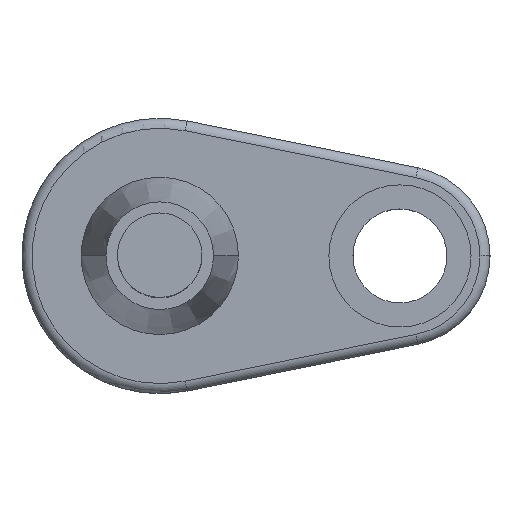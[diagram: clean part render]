
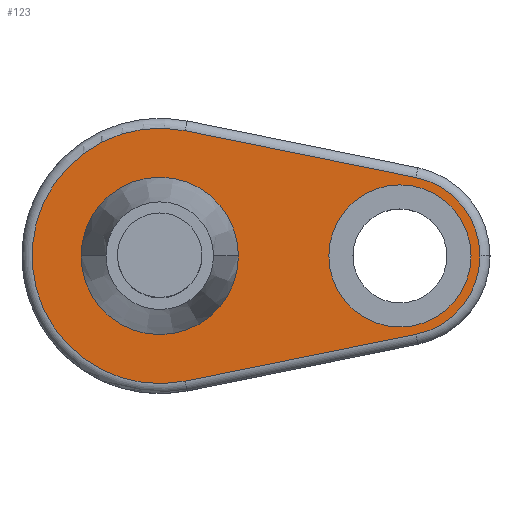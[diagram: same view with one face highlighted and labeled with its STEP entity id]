
A CAD part, top view. The second image highlights one B-rep face of the part: STEP entity #123.
In plain terms, the highlighted planar face has unit normal (0, 0, 1).
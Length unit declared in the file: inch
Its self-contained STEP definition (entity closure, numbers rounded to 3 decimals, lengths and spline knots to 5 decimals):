
#104 = EDGE_CURVE ( 'NONE', #3073, #3516, #3905, .T. ) ;
#111 = AXIS2_PLACEMENT_3D ( 'NONE', #2528, #2228, #1953 ) ;
#123 = ADVANCED_FACE ( 'NONE', ( #2402, #3045, #3294 ), #3336, .T. ) ;
#210 = CARTESIAN_POINT ( 'NONE',  ( 0.07909, 0.39083, 0.25 ) ) ;
#410 = EDGE_CURVE ( 'NONE', #3167, #2512, #823, .T. ) ;
#785 = CARTESIAN_POINT ( 'NONE',  ( 0., 0., 0.25 ) ) ;
#807 = CARTESIAN_POINT ( 'NONE',  ( 0.07909, 0.39083, 0.25 ) ) ;
#814 = CIRCLE ( 'NONE', #1950, 0.24573 ) ;
#823 = LINE ( 'NONE', #210, #1092 ) ;
#833 = DIRECTION ( 'NONE',  ( 0., 0., 1. ) ) ;
#922 = EDGE_LOOP ( 'NONE', ( #3887, #1288, #3591, #941, #1031 ) ) ;
#923 = VERTEX_POINT ( 'NONE', #1506 ) ;
#941 = ORIENTED_EDGE ( 'NONE', *, *, #1628, .T. ) ;
#943 = CARTESIAN_POINT ( 'NONE',  ( 0.79958, -0.24503, 0.25 ) ) ;
#972 = AXIS2_PLACEMENT_3D ( 'NONE', #785, #1397, #2730 ) ;
#1004 = CARTESIAN_POINT ( 'NONE',  ( 0.75, 0., 0.25 ) ) ;
#1031 = ORIENTED_EDGE ( 'NONE', *, *, #2165, .T. ) ;
#1092 = VECTOR ( 'NONE', #3563, 39.37008 ) ;
#1115 = ORIENTED_EDGE ( 'NONE', *, *, #2820, .F. ) ;
#1144 = DIRECTION ( 'NONE',  ( 0., 0., 1. ) ) ;
#1288 = ORIENTED_EDGE ( 'NONE', *, *, #2458, .T. ) ;
#1297 = CIRCLE ( 'NONE', #2848, 0.25 ) ;
#1326 = EDGE_LOOP ( 'NONE', ( #3686, #1115 ) ) ;
#1393 = CARTESIAN_POINT ( 'NONE',  ( 0.24573, 0., 0.25 ) ) ;
#1397 = DIRECTION ( 'NONE',  ( 0., 0., 1. ) ) ;
#1478 = CARTESIAN_POINT ( 'NONE',  ( 0.95532, 0., 0.25 ) ) ;
#1506 = CARTESIAN_POINT ( 'NONE',  ( 1., 0., 0.25 ) ) ;
#1523 = EDGE_CURVE ( 'NONE', #3215, #1947, #2775, .T. ) ;
#1573 = CIRCLE ( 'NONE', #111, 0.25 ) ;
#1628 = EDGE_CURVE ( 'NONE', #2292, #923, #1573, .T. ) ;
#1775 = AXIS2_PLACEMENT_3D ( 'NONE', #3320, #3589, #3886 ) ;
#1817 = VERTEX_POINT ( 'NONE', #2699 ) ;
#1947 = VERTEX_POINT ( 'NONE', #1478 ) ;
#1950 = AXIS2_PLACEMENT_3D ( 'NONE', #2093, #1144, #2770 ) ;
#1953 = DIRECTION ( 'NONE',  ( 1., 0., 0. ) ) ;
#1967 = ORIENTED_EDGE ( 'NONE', *, *, #1986, .F. ) ;
#1986 = EDGE_CURVE ( 'NONE', #1947, #3215, #3507, .T. ) ;
#2043 = DIRECTION ( 'NONE',  ( 1., 0., 0. ) ) ;
#2081 = VECTOR ( 'NONE', #4122, 39.37008 ) ;
#2093 = CARTESIAN_POINT ( 'NONE',  ( 0., 0., 0.25 ) ) ;
#2113 = DIRECTION ( 'NONE',  ( 1., 0., 0. ) ) ;
#2165 = EDGE_CURVE ( 'NONE', #923, #3167, #1297, .T. ) ;
#2228 = DIRECTION ( 'NONE',  ( 0., 0., 1. ) ) ;
#2292 = VERTEX_POINT ( 'NONE', #943 ) ;
#2402 = FACE_BOUND ( 'NONE', #1326, .T. ) ;
#2420 = DIRECTION ( 'NONE',  ( 0., 0., 1. ) ) ;
#2458 = EDGE_CURVE ( 'NONE', #2512, #1817, #3644, .T. ) ;
#2512 = VERTEX_POINT ( 'NONE', #807 ) ;
#2523 = DIRECTION ( 'NONE',  ( 1., 0., 0. ) ) ;
#2528 = CARTESIAN_POINT ( 'NONE',  ( 0.75, 0., 0.25 ) ) ;
#2699 = CARTESIAN_POINT ( 'NONE',  ( 0.07909, -0.39083, 0.25 ) ) ;
#2713 = ORIENTED_EDGE ( 'NONE', *, *, #1523, .F. ) ;
#2730 = DIRECTION ( 'NONE',  ( 1., 0., 0. ) ) ;
#2770 = DIRECTION ( 'NONE',  ( 1., 0., 0. ) ) ;
#2775 = CIRCLE ( 'NONE', #2846, 0.20532 ) ;
#2807 = CARTESIAN_POINT ( 'NONE',  ( 0.79958, -0.24503, 0.25 ) ) ;
#2820 = EDGE_CURVE ( 'NONE', #3516, #3073, #814, .T. ) ;
#2846 = AXIS2_PLACEMENT_3D ( 'NONE', #4103, #2420, #3729 ) ;
#2848 = AXIS2_PLACEMENT_3D ( 'NONE', #3719, #833, #2113 ) ;
#3041 = AXIS2_PLACEMENT_3D ( 'NONE', #1004, #3554, #2523 ) ;
#3045 = FACE_BOUND ( 'NONE', #3791, .T. ) ;
#3073 = VERTEX_POINT ( 'NONE', #3922 ) ;
#3087 = CARTESIAN_POINT ( 'NONE',  ( 0.79958, 0.24503, 0.25 ) ) ;
#3167 = VERTEX_POINT ( 'NONE', #3087 ) ;
#3215 = VERTEX_POINT ( 'NONE', #3800 ) ;
#3244 = CARTESIAN_POINT ( 'NONE',  ( 0., 0., 0.25 ) ) ;
#3294 = FACE_OUTER_BOUND ( 'NONE', #922, .T. ) ;
#3320 = CARTESIAN_POINT ( 'NONE',  ( 0., 0., 0.25 ) ) ;
#3336 = PLANE ( 'NONE',  #972 ) ;
#3507 = CIRCLE ( 'NONE', #3041, 0.20532 ) ;
#3516 = VERTEX_POINT ( 'NONE', #1393 ) ;
#3554 = DIRECTION ( 'NONE',  ( 0., 0., 1. ) ) ;
#3563 = DIRECTION ( 'NONE',  ( -0.98, 0.198, 0. ) ) ;
#3589 = DIRECTION ( 'NONE',  ( 0., 0., 1. ) ) ;
#3591 = ORIENTED_EDGE ( 'NONE', *, *, #4098, .T. ) ;
#3644 = CIRCLE ( 'NONE', #1775, 0.39875 ) ;
#3663 = DIRECTION ( 'NONE',  ( 0., 0., 1. ) ) ;
#3686 = ORIENTED_EDGE ( 'NONE', *, *, #104, .F. ) ;
#3719 = CARTESIAN_POINT ( 'NONE',  ( 0.75, 0., 0.25 ) ) ;
#3729 = DIRECTION ( 'NONE',  ( 1., 0., 0. ) ) ;
#3791 = EDGE_LOOP ( 'NONE', ( #1967, #2713 ) ) ;
#3800 = CARTESIAN_POINT ( 'NONE',  ( 0.54468, 0., 0.25 ) ) ;
#3812 = LINE ( 'NONE', #2807, #2081 ) ;
#3886 = DIRECTION ( 'NONE',  ( 1., 0., 0. ) ) ;
#3887 = ORIENTED_EDGE ( 'NONE', *, *, #410, .T. ) ;
#3905 = CIRCLE ( 'NONE', #4106, 0.24573 ) ;
#3922 = CARTESIAN_POINT ( 'NONE',  ( -0.24573, 0., 0.25 ) ) ;
#4098 = EDGE_CURVE ( 'NONE', #1817, #2292, #3812, .T. ) ;
#4103 = CARTESIAN_POINT ( 'NONE',  ( 0.75, 0., 0.25 ) ) ;
#4106 = AXIS2_PLACEMENT_3D ( 'NONE', #3244, #3663, #2043 ) ;
#4122 = DIRECTION ( 'NONE',  ( 0.98, 0.198, 0. ) ) ;
